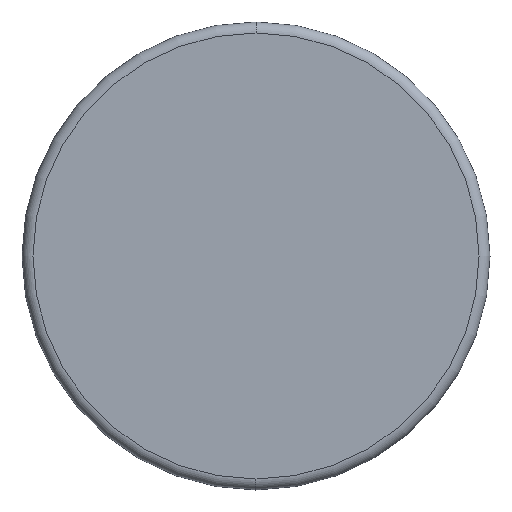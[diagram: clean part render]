
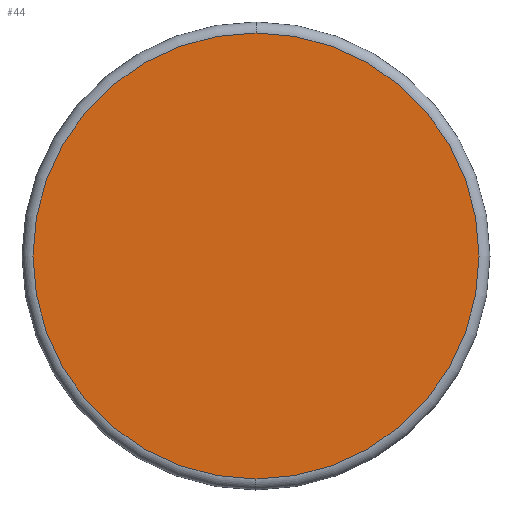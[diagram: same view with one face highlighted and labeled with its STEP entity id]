
A CAD part, left-side view. The second image highlights one B-rep face of the part: STEP entity #44.
In plain terms, the highlighted planar face has unit normal (-1, 0, 0).
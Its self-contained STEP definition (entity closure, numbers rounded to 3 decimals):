
#17 = CIRCLE ( 'NONE', #209, 10.15 ) ;
#33 = VERTEX_POINT ( 'NONE', #111 ) ;
#44 = ADVANCED_FACE ( 'NONE', ( #163 ), #336, .F. ) ;
#106 = AXIS2_PLACEMENT_3D ( 'NONE', #315, #233, #349 ) ;
#111 = CARTESIAN_POINT ( 'NONE',  ( -3., 0., -10.15 ) ) ;
#148 = CARTESIAN_POINT ( 'NONE',  ( -3., 0., 10.15 ) ) ;
#163 = FACE_OUTER_BOUND ( 'NONE', #259, .T. ) ;
#164 = CIRCLE ( 'NONE', #106, 10.15 ) ;
#169 = ORIENTED_EDGE ( 'NONE', *, *, #321, .T. ) ;
#201 = CARTESIAN_POINT ( 'NONE',  ( -3., 0., 0. ) ) ;
#209 = AXIS2_PLACEMENT_3D ( 'NONE', #201, #256, #235 ) ;
#233 = DIRECTION ( 'NONE',  ( -1., 0., 0. ) ) ;
#235 = DIRECTION ( 'NONE',  ( 0., 0., 1. ) ) ;
#244 = EDGE_CURVE ( 'NONE', #33, #330, #164, .T. ) ;
#256 = DIRECTION ( 'NONE',  ( -1., 0., 0. ) ) ;
#259 = EDGE_LOOP ( 'NONE', ( #169, #287 ) ) ;
#275 = DIRECTION ( 'NONE',  ( 0., 0., -1. ) ) ;
#285 = AXIS2_PLACEMENT_3D ( 'NONE', #333, #334, #275 ) ;
#287 = ORIENTED_EDGE ( 'NONE', *, *, #244, .T. ) ;
#315 = CARTESIAN_POINT ( 'NONE',  ( -3., 0., 0. ) ) ;
#321 = EDGE_CURVE ( 'NONE', #330, #33, #17, .T. ) ;
#330 = VERTEX_POINT ( 'NONE', #148 ) ;
#333 = CARTESIAN_POINT ( 'NONE',  ( -3., 10.15, 0. ) ) ;
#334 = DIRECTION ( 'NONE',  ( 1., 0., 0. ) ) ;
#336 = PLANE ( 'NONE',  #285 ) ;
#349 = DIRECTION ( 'NONE',  ( 0., 0., 1. ) ) ;
